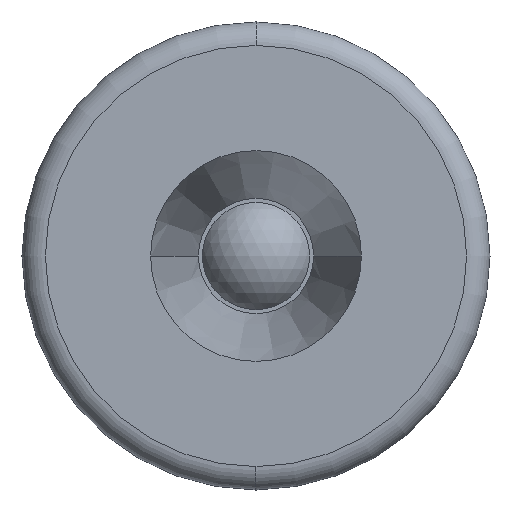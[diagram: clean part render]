
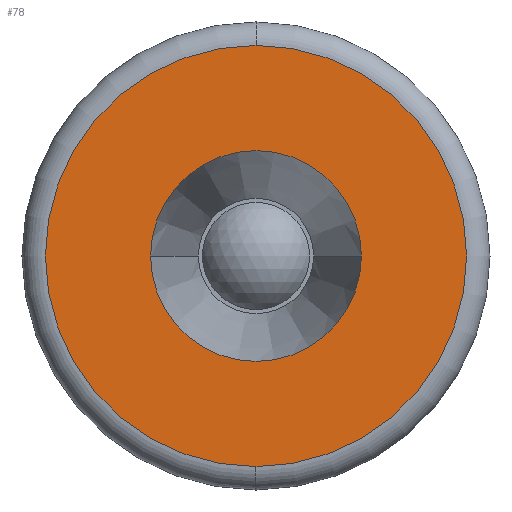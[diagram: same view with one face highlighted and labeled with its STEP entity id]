
A CAD part, front view. The second image highlights one B-rep face of the part: STEP entity #78.
In plain terms, the highlighted planar face has unit normal (0, -1, 0).
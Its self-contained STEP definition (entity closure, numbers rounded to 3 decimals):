
#78=ADVANCED_FACE('',(#166,#167),#168,.T.);
#166=FACE_OUTER_BOUND('',#263,.T.);
#167=FACE_BOUND('',#264,.T.);
#168=PLANE('',#265);
#263=EDGE_LOOP('',(#422,#423,#424));
#264=EDGE_LOOP('',(#425,#426));
#265=AXIS2_PLACEMENT_3D('',#427,#428,#429);
#422=ORIENTED_EDGE('',*,*,#585,.T.);
#423=ORIENTED_EDGE('',*,*,#580,.T.);
#424=ORIENTED_EDGE('',*,*,#586,.T.);
#425=ORIENTED_EDGE('',*,*,#594,.T.);
#426=ORIENTED_EDGE('',*,*,#562,.T.);
#427=CARTESIAN_POINT('',(0.0,0.0,0.0));
#428=DIRECTION('',(0.0,-1.0,0.0));
#429=DIRECTION('',(1.0,0.0,0.0));
#562=EDGE_CURVE('',#663,#660,#664,.T.);
#580=EDGE_CURVE('',#690,#693,#695,.T.);
#585=EDGE_CURVE('',#700,#690,#701,.T.);
#586=EDGE_CURVE('',#693,#700,#702,.T.);
#594=EDGE_CURVE('',#660,#663,#710,.T.);
#660=VERTEX_POINT('',#796);
#663=VERTEX_POINT('',#800);
#664=CIRCLE('',#801,11.26);
#690=VERTEX_POINT('',#832);
#693=VERTEX_POINT('',#835);
#695=CIRCLE('',#837,22.5);
#700=VERTEX_POINT('',#842);
#701=CIRCLE('',#843,22.5);
#702=CIRCLE('',#844,22.5);
#710=CIRCLE('',#852,11.26);
#796=CARTESIAN_POINT('',(11.26,0.0,0.0));
#800=CARTESIAN_POINT('',(-11.26,0.0,0.));
#801=AXIS2_PLACEMENT_3D('',#947,#948,#949);
#832=CARTESIAN_POINT('',(0.,0.0,-22.5));
#835=CARTESIAN_POINT('',(0.,0.0,22.5));
#837=AXIS2_PLACEMENT_3D('',#982,#983,#984);
#842=CARTESIAN_POINT('',(-22.5,0.,0.0));
#843=AXIS2_PLACEMENT_3D('',#991,#992,#993);
#844=AXIS2_PLACEMENT_3D('',#994,#995,#996);
#852=AXIS2_PLACEMENT_3D('',#1009,#1010,#1011);
#947=CARTESIAN_POINT('',(0.,0.0,0.0));
#948=DIRECTION('',(-0.0,1.0,0.0));
#949=DIRECTION('',(1.0,0.0,0.0));
#982=CARTESIAN_POINT('',(0.0,0.0,0.0));
#983=DIRECTION('',(0.0,-1.0,0.0));
#984=DIRECTION('',(-1.0,0.0,0.0));
#991=CARTESIAN_POINT('',(0.0,0.0,0.0));
#992=DIRECTION('',(0.0,-1.0,0.0));
#993=DIRECTION('',(-1.0,0.0,0.0));
#994=CARTESIAN_POINT('',(0.0,0.0,0.0));
#995=DIRECTION('',(0.0,-1.0,0.0));
#996=DIRECTION('',(-1.0,0.0,0.0));
#1009=CARTESIAN_POINT('',(0.,0.0,0.0));
#1010=DIRECTION('',(-0.0,1.0,0.0));
#1011=DIRECTION('',(1.0,0.0,0.0));
